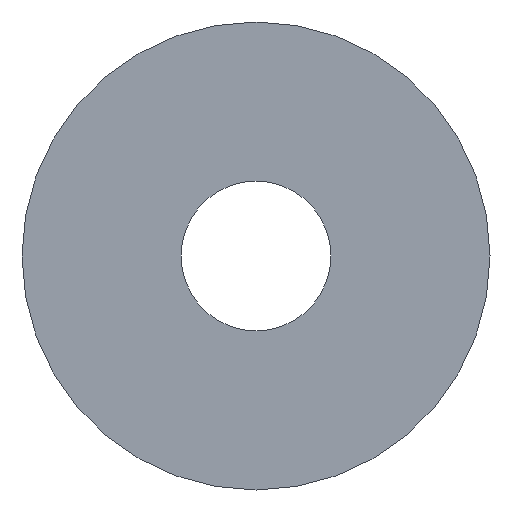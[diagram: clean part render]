
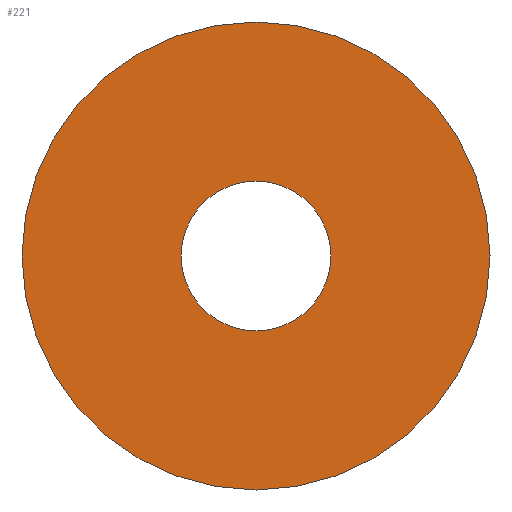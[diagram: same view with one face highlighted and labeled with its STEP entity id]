
A CAD part, front view. The second image highlights one B-rep face of the part: STEP entity #221.
In plain terms, the highlighted planar face has unit normal (0, -1, 0).
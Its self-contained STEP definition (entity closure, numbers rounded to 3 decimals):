
#18=FACE_BOUND('',#57,.T.);
#23=CIRCLE('',#250,1.6);
#24=CIRCLE('',#252,5.);
#40=FACE_OUTER_BOUND('',#56,.T.);
#56=EDGE_LOOP('',(#197));
#57=EDGE_LOOP('',(#198));
#116=VERTEX_POINT('',#366);
#117=VERTEX_POINT('',#370);
#142=EDGE_CURVE('',#116,#116,#23,.T.);
#144=EDGE_CURVE('',#117,#117,#24,.T.);
#197=ORIENTED_EDGE('',*,*,#144,.F.);
#198=ORIENTED_EDGE('',*,*,#142,.F.);
#208=PLANE('',#254);
#221=ADVANCED_FACE('',(#40,#18),#208,.F.);
#250=AXIS2_PLACEMENT_3D('',#368,#305,#306);
#252=AXIS2_PLACEMENT_3D('',#372,#310,#311);
#254=AXIS2_PLACEMENT_3D('',#374,#314,#315);
#305=DIRECTION('center_axis',(0.,-1.,0.));
#306=DIRECTION('ref_axis',(1.,0.,0.));
#310=DIRECTION('center_axis',(0.,1.,0.));
#311=DIRECTION('ref_axis',(1.,0.,0.));
#314=DIRECTION('center_axis',(0.,1.,0.));
#315=DIRECTION('ref_axis',(1.,0.,0.));
#366=CARTESIAN_POINT('',(-1.6,0.,0.));
#368=CARTESIAN_POINT('Origin',(0.,0.,0.));
#370=CARTESIAN_POINT('',(-5.,0.,0.));
#372=CARTESIAN_POINT('Origin',(0.,0.,0.));
#374=CARTESIAN_POINT('Origin',(0.,0.,0.));
